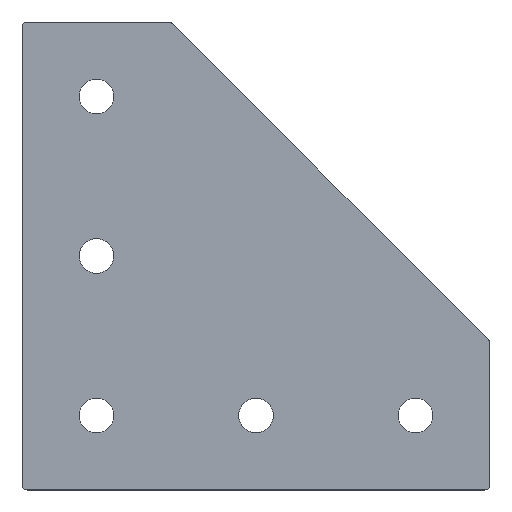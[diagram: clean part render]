
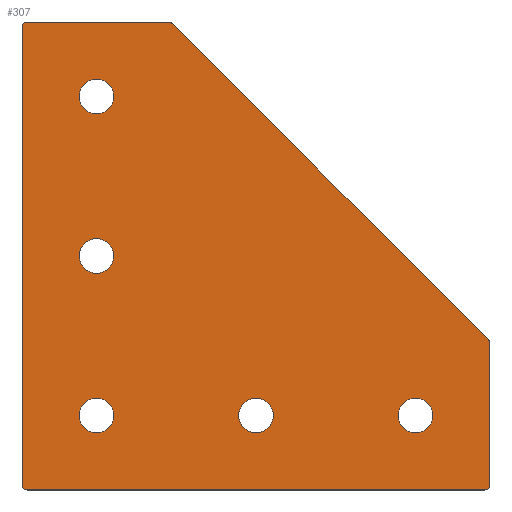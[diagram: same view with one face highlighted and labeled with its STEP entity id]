
A CAD part, top view. The second image highlights one B-rep face of the part: STEP entity #307.
In plain terms, the highlighted planar face has unit normal (0, 0, 1).
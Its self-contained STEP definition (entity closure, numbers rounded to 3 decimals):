
#15=FACE_BOUND('',#56,.T.);
#16=FACE_BOUND('',#57,.T.);
#17=FACE_BOUND('',#58,.T.);
#18=FACE_BOUND('',#59,.T.);
#19=FACE_BOUND('',#60,.T.);
#30=PLANE('',#328);
#38=FACE_OUTER_BOUND('',#55,.T.);
#55=EDGE_LOOP('',(#220,#221,#222,#223,#224,#225,#226,#227,#228,#229));
#56=EDGE_LOOP('',(#230));
#57=EDGE_LOOP('',(#231));
#58=EDGE_LOOP('',(#232));
#59=EDGE_LOOP('',(#233));
#60=EDGE_LOOP('',(#234));
#88=LINE('',#470,#108);
#89=LINE('',#474,#109);
#90=LINE('',#478,#110);
#91=LINE('',#482,#111);
#92=LINE('',#485,#112);
#108=VECTOR('',#374,84.024);
#109=VECTOR('',#377,26.586);
#110=VECTOR('',#380,86.);
#111=VECTOR('',#383,86.);
#112=VECTOR('',#386,26.586);
#126=CIRCLE('',#326,1.);
#128=CIRCLE('',#329,1.);
#129=CIRCLE('',#330,1.);
#130=CIRCLE('',#331,1.);
#131=CIRCLE('',#332,1.);
#132=CIRCLE('',#333,3.25);
#133=CIRCLE('',#334,3.25);
#134=CIRCLE('',#335,3.25);
#135=CIRCLE('',#336,3.25);
#136=CIRCLE('',#337,3.25);
#146=VERTEX_POINT('',#460);
#147=VERTEX_POINT('',#461);
#150=VERTEX_POINT('',#469);
#151=VERTEX_POINT('',#471);
#152=VERTEX_POINT('',#473);
#153=VERTEX_POINT('',#475);
#154=VERTEX_POINT('',#477);
#155=VERTEX_POINT('',#479);
#156=VERTEX_POINT('',#481);
#157=VERTEX_POINT('',#483);
#158=VERTEX_POINT('',#486);
#159=VERTEX_POINT('',#488);
#160=VERTEX_POINT('',#490);
#161=VERTEX_POINT('',#492);
#162=VERTEX_POINT('',#494);
#176=EDGE_CURVE('',#146,#147,#126,.T.);
#180=EDGE_CURVE('',#146,#150,#88,.T.);
#181=EDGE_CURVE('',#151,#150,#128,.T.);
#182=EDGE_CURVE('',#151,#152,#89,.T.);
#183=EDGE_CURVE('',#153,#152,#129,.T.);
#184=EDGE_CURVE('',#153,#154,#90,.T.);
#185=EDGE_CURVE('',#155,#154,#130,.T.);
#186=EDGE_CURVE('',#155,#156,#91,.T.);
#187=EDGE_CURVE('',#157,#156,#131,.T.);
#188=EDGE_CURVE('',#157,#147,#92,.T.);
#189=EDGE_CURVE('',#158,#158,#132,.T.);
#190=EDGE_CURVE('',#159,#159,#133,.T.);
#191=EDGE_CURVE('',#160,#160,#134,.T.);
#192=EDGE_CURVE('',#161,#161,#135,.T.);
#193=EDGE_CURVE('',#162,#162,#136,.T.);
#220=ORIENTED_EDGE('',*,*,#176,.F.);
#221=ORIENTED_EDGE('',*,*,#180,.T.);
#222=ORIENTED_EDGE('',*,*,#181,.F.);
#223=ORIENTED_EDGE('',*,*,#182,.T.);
#224=ORIENTED_EDGE('',*,*,#183,.F.);
#225=ORIENTED_EDGE('',*,*,#184,.T.);
#226=ORIENTED_EDGE('',*,*,#185,.F.);
#227=ORIENTED_EDGE('',*,*,#186,.T.);
#228=ORIENTED_EDGE('',*,*,#187,.F.);
#229=ORIENTED_EDGE('',*,*,#188,.T.);
#230=ORIENTED_EDGE('',*,*,#189,.T.);
#231=ORIENTED_EDGE('',*,*,#190,.T.);
#232=ORIENTED_EDGE('',*,*,#191,.T.);
#233=ORIENTED_EDGE('',*,*,#192,.T.);
#234=ORIENTED_EDGE('',*,*,#193,.T.);
#307=ADVANCED_FACE('',(#38,#15,#16,#17,#18,#19),#30,.T.);
#326=AXIS2_PLACEMENT_3D('',#462,#366,#367);
#328=AXIS2_PLACEMENT_3D('',#468,#372,#373);
#329=AXIS2_PLACEMENT_3D('',#472,#375,#376);
#330=AXIS2_PLACEMENT_3D('',#476,#378,#379);
#331=AXIS2_PLACEMENT_3D('',#480,#381,#382);
#332=AXIS2_PLACEMENT_3D('',#484,#384,#385);
#333=AXIS2_PLACEMENT_3D('',#487,#387,#388);
#334=AXIS2_PLACEMENT_3D('',#489,#389,#390);
#335=AXIS2_PLACEMENT_3D('',#491,#391,#392);
#336=AXIS2_PLACEMENT_3D('',#493,#393,#394);
#337=AXIS2_PLACEMENT_3D('',#495,#395,#396);
#366=DIRECTION('center_axis',(0.,0.,-1.));
#367=DIRECTION('ref_axis',(0.924,0.383,0.));
#372=DIRECTION('center_axis',(0.,0.,1.));
#373=DIRECTION('ref_axis',(1.,0.,0.));
#374=DIRECTION('',(-0.707,0.707,0.));
#375=DIRECTION('center_axis',(0.,0.,-1.));
#376=DIRECTION('ref_axis',(0.383,0.924,0.));
#377=DIRECTION('',(-1.,0.,0.));
#378=DIRECTION('center_axis',(0.,0.,-1.));
#379=DIRECTION('ref_axis',(-0.707,0.707,0.));
#380=DIRECTION('',(0.,-1.,0.));
#381=DIRECTION('center_axis',(0.,0.,-1.));
#382=DIRECTION('ref_axis',(-0.707,-0.707,0.));
#383=DIRECTION('',(1.,0.,0.));
#384=DIRECTION('center_axis',(0.,0.,-1.));
#385=DIRECTION('ref_axis',(0.707,-0.707,0.));
#386=DIRECTION('',(0.,1.,0.));
#387=DIRECTION('center_axis',(0.,0.,-1.));
#388=DIRECTION('ref_axis',(-1.,0.,0.));
#389=DIRECTION('center_axis',(0.,0.,-1.));
#390=DIRECTION('ref_axis',(-1.,0.,0.));
#391=DIRECTION('center_axis',(0.,0.,-1.));
#392=DIRECTION('ref_axis',(-1.,0.,0.));
#393=DIRECTION('center_axis',(0.,0.,-1.));
#394=DIRECTION('ref_axis',(-1.,0.,0.));
#395=DIRECTION('center_axis',(0.,0.,-1.));
#396=DIRECTION('ref_axis',(-1.,0.,0.));
#460=CARTESIAN_POINT('',(87.707,28.293,3.));
#461=CARTESIAN_POINT('',(88.,27.586,3.));
#462=CARTESIAN_POINT('Origin',(87.,27.586,3.));
#468=CARTESIAN_POINT('Origin',(36.766,36.766,3.));
#469=CARTESIAN_POINT('',(28.293,87.707,3.));
#470=CARTESIAN_POINT('',(28.,88.,3.));
#471=CARTESIAN_POINT('',(27.586,88.,3.));
#472=CARTESIAN_POINT('Origin',(27.586,87.,3.));
#473=CARTESIAN_POINT('',(1.,88.,3.));
#474=CARTESIAN_POINT('',(0.,88.,3.));
#475=CARTESIAN_POINT('',(0.,87.,3.));
#476=CARTESIAN_POINT('Origin',(1.,87.,3.));
#477=CARTESIAN_POINT('',(0.,1.,3.));
#478=CARTESIAN_POINT('',(0.,0.,3.));
#479=CARTESIAN_POINT('',(1.,0.,3.));
#480=CARTESIAN_POINT('Origin',(1.,1.,3.));
#481=CARTESIAN_POINT('',(87.,0.,3.));
#482=CARTESIAN_POINT('',(88.,0.,3.));
#483=CARTESIAN_POINT('',(88.,1.,3.));
#484=CARTESIAN_POINT('Origin',(87.,1.,3.));
#485=CARTESIAN_POINT('',(88.,28.,3.));
#486=CARTESIAN_POINT('',(17.25,74.,3.));
#487=CARTESIAN_POINT('Origin',(14.,74.,3.));
#488=CARTESIAN_POINT('',(17.25,14.,3.));
#489=CARTESIAN_POINT('Origin',(14.,14.,3.));
#490=CARTESIAN_POINT('',(17.25,44.,3.));
#491=CARTESIAN_POINT('Origin',(14.,44.,3.));
#492=CARTESIAN_POINT('',(47.25,14.,3.));
#493=CARTESIAN_POINT('Origin',(44.,14.,3.));
#494=CARTESIAN_POINT('',(77.25,14.,3.));
#495=CARTESIAN_POINT('Origin',(74.,14.,3.));
